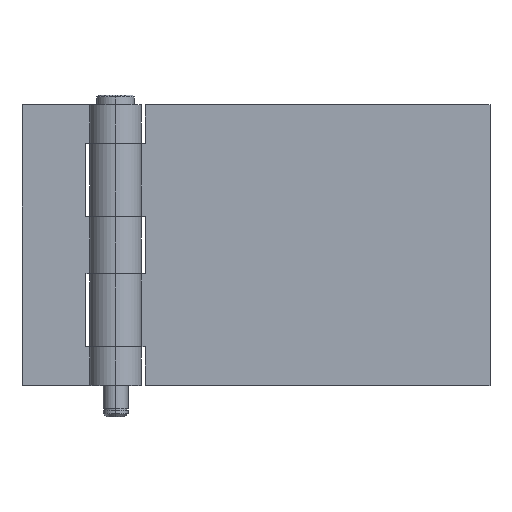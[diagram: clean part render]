
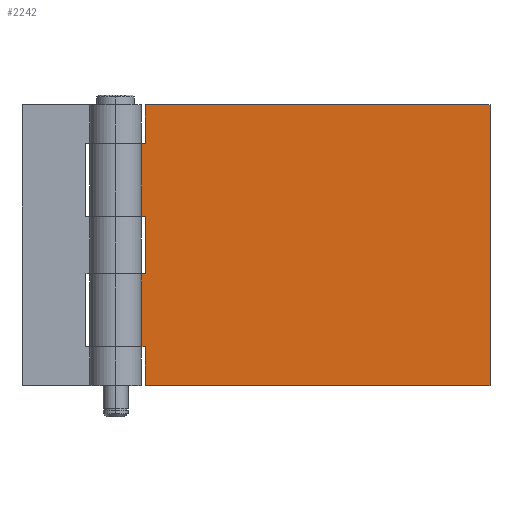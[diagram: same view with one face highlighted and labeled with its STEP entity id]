
A CAD part, top view. The second image highlights one B-rep face of the part: STEP entity #2242.
In plain terms, the highlighted face is planar.
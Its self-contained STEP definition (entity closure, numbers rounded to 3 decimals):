
#83 = DIRECTION ( 'NONE',  ( 0., 1., 0. ) ) ;
#84 = VECTOR ( 'NONE', #83, 1000. ) ;
#85 = CARTESIAN_POINT ( 'NONE',  ( 9.5, 90., 4.25 ) ) ;
#86 = LINE ( 'NONE', #85, #84 ) ;
#87 = CARTESIAN_POINT ( 'NONE',  ( 9.5, 12.5, 4.25 ) ) ;
#88 = DIRECTION ( 'NONE',  ( -1., 0., 0. ) ) ;
#89 = VECTOR ( 'NONE', #88, 1000. ) ;
#90 = CARTESIAN_POINT ( 'NONE',  ( 120., 12.5, 4.25 ) ) ;
#95 = LINE ( 'NONE', #90, #89 ) ;
#139 = DIRECTION ( 'NONE',  ( 0., 1., 0. ) ) ;
#140 = VECTOR ( 'NONE', #139, 1000. ) ;
#141 = CARTESIAN_POINT ( 'NONE',  ( 9.5, 90., 4.25 ) ) ;
#142 = LINE ( 'NONE', #141, #140 ) ;
#190 = DIRECTION ( 'NONE',  ( 1., 0., 0. ) ) ;
#191 = VECTOR ( 'NONE', #190, 1000. ) ;
#192 = CARTESIAN_POINT ( 'NONE',  ( 120., 77.5, 4.25 ) ) ;
#193 = LINE ( 'NONE', #192, #191 ) ;
#194 = CARTESIAN_POINT ( 'NONE',  ( 9.5, 35.75, 4.25 ) ) ;
#195 = CARTESIAN_POINT ( 'NONE',  ( 9.5, 54.25, 4.25 ) ) ;
#196 = DIRECTION ( 'NONE',  ( 0., 1., 0. ) ) ;
#197 = VECTOR ( 'NONE', #196, 1000. ) ;
#198 = CARTESIAN_POINT ( 'NONE',  ( 9.5, 90., 4.25 ) ) ;
#199 = LINE ( 'NONE', #198, #197 ) ;
#204 = DIRECTION ( 'NONE',  ( -1., 0., 0. ) ) ;
#205 = VECTOR ( 'NONE', #204, 1000. ) ;
#206 = CARTESIAN_POINT ( 'NONE',  ( 120., 54.25, 4.25 ) ) ;
#207 = LINE ( 'NONE', #206, #205 ) ;
#208 = DIRECTION ( 'NONE',  ( 1., 0., 0. ) ) ;
#209 = VECTOR ( 'NONE', #208, 1000. ) ;
#210 = CARTESIAN_POINT ( 'NONE',  ( 120., 35.75, 4.25 ) ) ;
#211 = LINE ( 'NONE', #210, #209 ) ;
#212 = CARTESIAN_POINT ( 'NONE',  ( 9.5, 77.5, 4.25 ) ) ;
#825 = CARTESIAN_POINT ( 'NONE',  ( 9.5, 90., 4.25 ) ) ;
#837 = CARTESIAN_POINT ( 'NONE',  ( 120., 0., 4.25 ) ) ;
#843 = CARTESIAN_POINT ( 'NONE',  ( 7.071, 54.25, 4.25 ) ) ;
#844 = DIRECTION ( 'NONE',  ( 0., -1., 0. ) ) ;
#845 = VECTOR ( 'NONE', #844, 1000. ) ;
#846 = CARTESIAN_POINT ( 'NONE',  ( 7.071, 90., 4.25 ) ) ;
#847 = LINE ( 'NONE', #846, #845 ) ;
#871 = CARTESIAN_POINT ( 'NONE',  ( 9.5, 0., 4.25 ) ) ;
#876 = CARTESIAN_POINT ( 'NONE',  ( 7.071, 77.5, 4.25 ) ) ;
#896 = DIRECTION ( 'NONE',  ( -1., 0., 0. ) ) ;
#897 = VECTOR ( 'NONE', #896, 1000. ) ;
#898 = CARTESIAN_POINT ( 'NONE',  ( 120., 90., 4.25 ) ) ;
#899 = LINE ( 'NONE', #898, #897 ) ;
#906 = CARTESIAN_POINT ( 'NONE',  ( 120., 90., 4.25 ) ) ;
#938 = DIRECTION ( 'NONE',  ( -1., 0., 0. ) ) ;
#939 = VECTOR ( 'NONE', #938, 1000. ) ;
#940 = CARTESIAN_POINT ( 'NONE',  ( 120., 0., 4.25 ) ) ;
#941 = LINE ( 'NONE', #940, #939 ) ;
#1014 = CARTESIAN_POINT ( 'NONE',  ( 7.071, 35.75, 4.25 ) ) ;
#1020 = CARTESIAN_POINT ( 'NONE',  ( 7.071, 12.5, 4.25 ) ) ;
#1021 = DIRECTION ( 'NONE',  ( 0., -1., 0. ) ) ;
#1022 = VECTOR ( 'NONE', #1021, 1000. ) ;
#1023 = CARTESIAN_POINT ( 'NONE',  ( 7.071, 90., 4.25 ) ) ;
#1029 = LINE ( 'NONE', #1023, #1022 ) ;
#1043 = FACE_OUTER_BOUND ( 'NONE', #2239, .T. ) ;
#1096 = DIRECTION ( 'NONE',  ( 0., -1., 0. ) ) ;
#1097 = VECTOR ( 'NONE', #1096, 1000. ) ;
#1098 = CARTESIAN_POINT ( 'NONE',  ( 120., 90., 4.25 ) ) ;
#1099 = LINE ( 'NONE', #1098, #1097 ) ;
#1100 = DIRECTION ( 'NONE',  ( 1., 0., 0. ) ) ;
#1101 = DIRECTION ( 'NONE',  ( 0., 0., 1. ) ) ;
#1102 = CARTESIAN_POINT ( 'NONE',  ( 120., 90., 4.25 ) ) ;
#1103 = AXIS2_PLACEMENT_3D ( 'NONE', #1102, #1101, #1100 ) ;
#1104 = PLANE ( 'NONE',  #1103 ) ;
#1554 = ORIENTED_EDGE ( 'NONE', *, *, #1623, .T. ) ;
#1557 = ORIENTED_EDGE ( 'NONE', *, *, #2215, .F. ) ;
#1562 = EDGE_CURVE ( 'NONE', #1563, #2216, #95, .T. ) ;
#1563 = VERTEX_POINT ( 'NONE', #87 ) ;
#1564 = ORIENTED_EDGE ( 'NONE', *, *, #1562, .T. ) ;
#1565 = EDGE_CURVE ( 'NONE', #1985, #1563, #86, .T. ) ;
#1566 = ORIENTED_EDGE ( 'NONE', *, *, #2245, .T. ) ;
#1567 = ORIENTED_EDGE ( 'NONE', *, *, #2036, .T. ) ;
#1568 = ORIENTED_EDGE ( 'NONE', *, *, #1565, .T. ) ;
#1571 = EDGE_CURVE ( 'NONE', #1622, #1976, #142, .T. ) ;
#1573 = ORIENTED_EDGE ( 'NONE', *, *, #2025, .F. ) ;
#1575 = ORIENTED_EDGE ( 'NONE', *, *, #1571, .T. ) ;
#1621 = ORIENTED_EDGE ( 'NONE', *, *, #1634, .T. ) ;
#1622 = VERTEX_POINT ( 'NONE', #212 ) ;
#1623 = EDGE_CURVE ( 'NONE', #2218, #1633, #211, .T. ) ;
#1625 = EDGE_CURVE ( 'NONE', #1632, #1965, #207, .T. ) ;
#1626 = ORIENTED_EDGE ( 'NONE', *, *, #1625, .T. ) ;
#1627 = ORIENTED_EDGE ( 'NONE', *, *, #1630, .T. ) ;
#1629 = ORIENTED_EDGE ( 'NONE', *, *, #1964, .F. ) ;
#1630 = EDGE_CURVE ( 'NONE', #1633, #1632, #199, .T. ) ;
#1632 = VERTEX_POINT ( 'NONE', #195 ) ;
#1633 = VERTEX_POINT ( 'NONE', #194 ) ;
#1634 = EDGE_CURVE ( 'NONE', #1982, #1622, #193, .T. ) ;
#1964 = EDGE_CURVE ( 'NONE', #1982, #1965, #847, .T. ) ;
#1965 = VERTEX_POINT ( 'NONE', #843 ) ;
#1969 = VERTEX_POINT ( 'NONE', #837 ) ;
#1976 = VERTEX_POINT ( 'NONE', #825 ) ;
#1982 = VERTEX_POINT ( 'NONE', #876 ) ;
#1985 = VERTEX_POINT ( 'NONE', #871 ) ;
#2021 = VERTEX_POINT ( 'NONE', #906 ) ;
#2025 = EDGE_CURVE ( 'NONE', #2021, #1976, #899, .T. ) ;
#2036 = EDGE_CURVE ( 'NONE', #1969, #1985, #941, .T. ) ;
#2215 = EDGE_CURVE ( 'NONE', #2218, #2216, #1029, .T. ) ;
#2216 = VERTEX_POINT ( 'NONE', #1020 ) ;
#2218 = VERTEX_POINT ( 'NONE', #1014 ) ;
#2239 = EDGE_LOOP ( 'NONE', ( #1557, #1554, #1627, #1626, #1629, #1621, #1575, #1573, #1566, #1567, #1568, #1564 ) ) ;
#2242 = ADVANCED_FACE ( 'NONE', ( #1043 ), #1104, .F. ) ;
#2245 = EDGE_CURVE ( 'NONE', #2021, #1969, #1099, .T. ) ;
